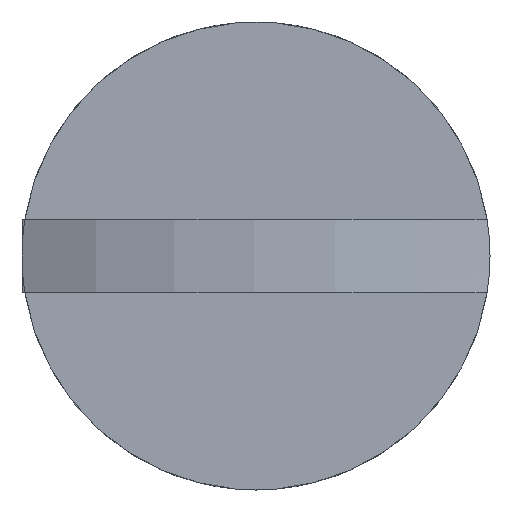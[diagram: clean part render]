
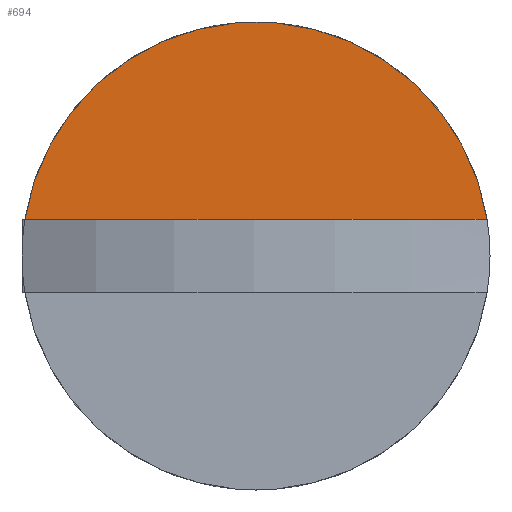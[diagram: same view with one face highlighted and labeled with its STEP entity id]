
A CAD part, front view. The second image highlights one B-rep face of the part: STEP entity #694.
In plain terms, the highlighted planar face has unit normal (0, -1, 0).
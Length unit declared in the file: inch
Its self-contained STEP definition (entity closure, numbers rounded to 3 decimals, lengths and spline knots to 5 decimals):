
#90=FACE_OUTER_BOUND('',#131,.T.);
#131=EDGE_LOOP('',(#497,#498));
#192=LINE('',#1180,#208);
#208=VECTOR('',#909,0.3937);
#222=CIRCLE('',#772,0.25);
#299=VERTEX_POINT('',#1160);
#307=VERTEX_POINT('',#1178);
#387=EDGE_CURVE('',#299,#307,#192,.T.);
#392=EDGE_CURVE('',#307,#299,#222,.T.);
#497=ORIENTED_EDGE('',*,*,#387,.T.);
#498=ORIENTED_EDGE('',*,*,#392,.T.);
#679=PLANE('',#771);
#694=ADVANCED_FACE('',(#90),#679,.F.);
#771=AXIS2_PLACEMENT_3D('',#1194,#917,#918);
#772=AXIS2_PLACEMENT_3D('',#1195,#919,#920);
#909=DIRECTION('',(1.,0.,0.));
#917=DIRECTION('center_axis',(0.,1.,0.));
#918=DIRECTION('ref_axis',(-1.,0.,0.));
#919=DIRECTION('center_axis',(0.,-1.,0.));
#920=DIRECTION('ref_axis',(1.,0.,0.));
#1160=CARTESIAN_POINT('',(-0.24694,0.,0.039));
#1178=CARTESIAN_POINT('',(0.24694,0.,0.039));
#1180=CARTESIAN_POINT('',(0.12477,0.,0.039));
#1194=CARTESIAN_POINT('Origin',(0.24953,0.,0.));
#1195=CARTESIAN_POINT('Origin',(0.,0.,0.));
